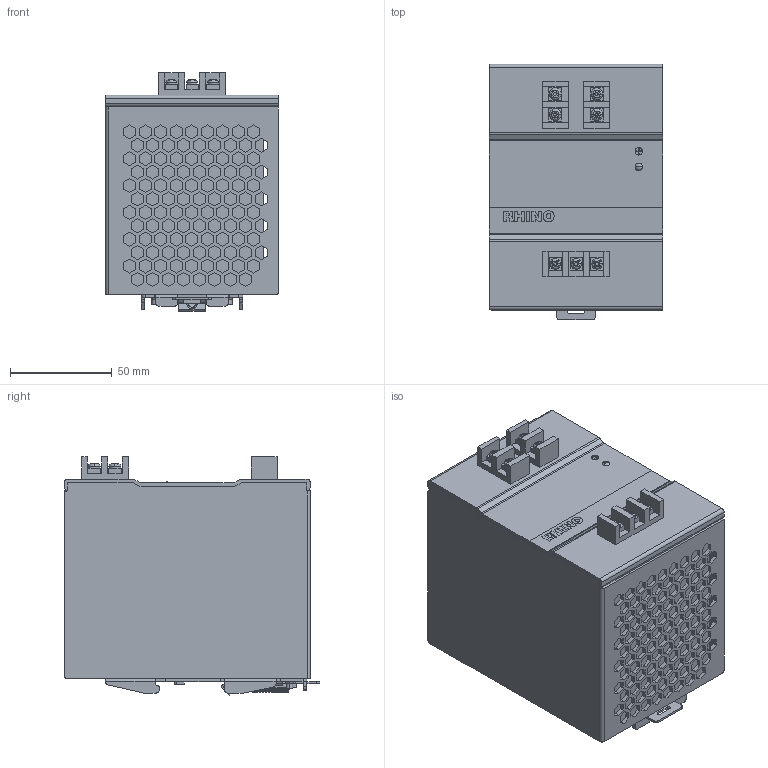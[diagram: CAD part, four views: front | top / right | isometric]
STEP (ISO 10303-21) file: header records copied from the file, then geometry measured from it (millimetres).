
FILE_DESCRIPTION (( 'STEP AP203' ), '1' );
FILE_NAME ('PSB24-240.STEP', '2011-10-11T14:18:06', ( '.adc' ), ( '' ), 'SwSTEP 2.0', 'SolidWorks 2011', '' );
FILE_SCHEMA (( 'CONFIG_CONTROL_DESIGN' ));
Length unit declared in the file: inch
Products named in the file (1): PSB24-240
Bounding box: 85.09 x 125.63 x 117.14 mm (x, y, z)
Volume: 897182.6 mm3; surface area: 157207.1 mm2
Topology: 1 solids, 1 shells, 1969 faces, 5788 edges, 3847 vertices
Faces by surface type: plane 1789, cylinder 100, cone 31, torus 23, bspline 23, sphere 3
Entity records: 69972 total; most frequent: CARTESIAN_POINT 16649, ORIENTED_EDGE 11574, DIRECTION 9857, EDGE_CURVE 5787, VECTOR 5273, LINE 5273, VERTEX_POINT 3847, EDGE_LOOP 2450
